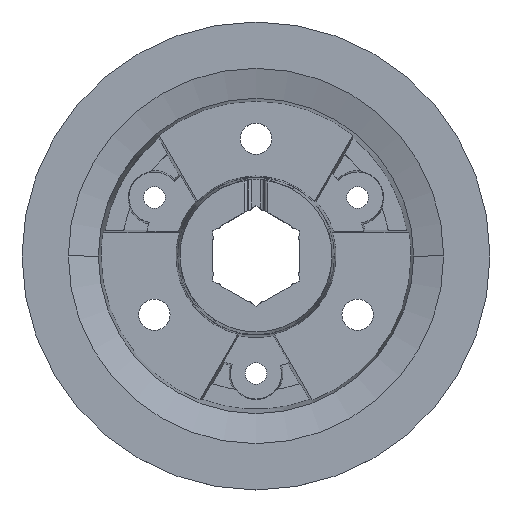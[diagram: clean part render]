
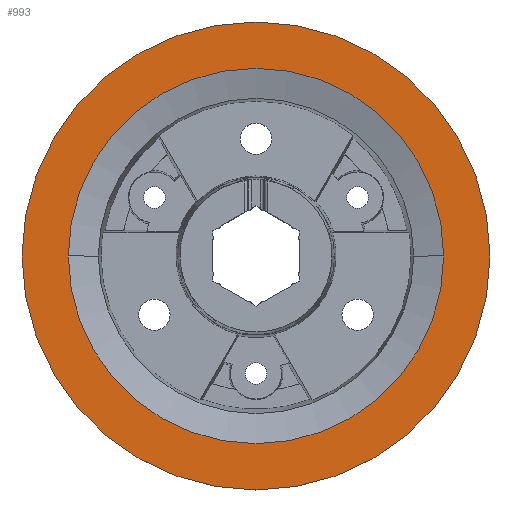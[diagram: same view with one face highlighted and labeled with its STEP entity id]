
A CAD part, top view. The second image highlights one B-rep face of the part: STEP entity #993.
In plain terms, the highlighted planar face has unit normal (0, 0, 1).
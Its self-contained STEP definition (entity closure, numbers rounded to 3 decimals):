
#134 = CARTESIAN_POINT ( 'NONE',  ( -12.295, -11.459, 6.5 ) ) ;
#733 = EDGE_CURVE ( 'NONE', #4967, #7844, #11293, .T. ) ;
#818 = CARTESIAN_POINT ( 'NONE',  ( 11.959, -11.459, 6.5 ) ) ;
#993 = ADVANCED_FACE ( 'NONE', ( #11428, #1393 ), #3137, .T. ) ;
#1328 = AXIS2_PLACEMENT_3D ( 'NONE', #10161, #11134, #10274 ) ;
#1386 = DIRECTION ( 'NONE',  ( 1., 0., 0. ) ) ;
#1393 = FACE_OUTER_BOUND ( 'NONE', #5210, .T. ) ;
#1458 = ORIENTED_EDGE ( 'NONE', *, *, #8528, .T. ) ;
#1808 = AXIS2_PLACEMENT_3D ( 'NONE', #5697, #8380, #10095 ) ;
#1834 = DIRECTION ( 'NONE',  ( 1., 0., 0. ) ) ;
#2189 = DIRECTION ( 'NONE',  ( 0., 0., 1. ) ) ;
#2318 = ORIENTED_EDGE ( 'NONE', *, *, #10998, .T. ) ;
#2494 = AXIS2_PLACEMENT_3D ( 'NONE', #9768, #6275, #1834 ) ;
#3137 = PLANE ( 'NONE',  #6457 ) ;
#3479 = AXIS2_PLACEMENT_3D ( 'NONE', #4827, #2189, #11137 ) ;
#4142 = EDGE_CURVE ( 'NONE', #4699, #5433, #10658, .T. ) ;
#4434 = CIRCLE ( 'NONE', #3479, 13.459 ) ;
#4579 = CARTESIAN_POINT ( 'NONE',  ( 9.295, -11.459, 6.5 ) ) ;
#4699 = VERTEX_POINT ( 'NONE', #4579 ) ;
#4827 = CARTESIAN_POINT ( 'NONE',  ( -1.5, -11.459, 6.5 ) ) ;
#4967 = VERTEX_POINT ( 'NONE', #818 ) ;
#5210 = EDGE_LOOP ( 'NONE', ( #2318, #7083 ) ) ;
#5433 = VERTEX_POINT ( 'NONE', #134 ) ;
#5697 = CARTESIAN_POINT ( 'NONE',  ( -1.5, -11.459, 6.5 ) ) ;
#6110 = EDGE_LOOP ( 'NONE', ( #9134, #1458 ) ) ;
#6275 = DIRECTION ( 'NONE',  ( 0., 0., 1. ) ) ;
#6457 = AXIS2_PLACEMENT_3D ( 'NONE', #9439, #8535, #1386 ) ;
#7083 = ORIENTED_EDGE ( 'NONE', *, *, #733, .T. ) ;
#7193 = CARTESIAN_POINT ( 'NONE',  ( -14.959, -11.459, 6.5 ) ) ;
#7844 = VERTEX_POINT ( 'NONE', #7193 ) ;
#8380 = DIRECTION ( 'NONE',  ( 0., 0., -1. ) ) ;
#8528 = EDGE_CURVE ( 'NONE', #5433, #4699, #10748, .T. ) ;
#8535 = DIRECTION ( 'NONE',  ( 0., 0., 1. ) ) ;
#9134 = ORIENTED_EDGE ( 'NONE', *, *, #4142, .T. ) ;
#9439 = CARTESIAN_POINT ( 'NONE',  ( -1.5, -11.459, 6.5 ) ) ;
#9768 = CARTESIAN_POINT ( 'NONE',  ( -1.5, -11.459, 6.5 ) ) ;
#10095 = DIRECTION ( 'NONE',  ( -1., 0., 0. ) ) ;
#10161 = CARTESIAN_POINT ( 'NONE',  ( -1.5, -11.459, 6.5 ) ) ;
#10274 = DIRECTION ( 'NONE',  ( -1., 0., 0. ) ) ;
#10658 = CIRCLE ( 'NONE', #1328, 10.795 ) ;
#10748 = CIRCLE ( 'NONE', #1808, 10.795 ) ;
#10998 = EDGE_CURVE ( 'NONE', #7844, #4967, #4434, .T. ) ;
#11134 = DIRECTION ( 'NONE',  ( 0., 0., -1. ) ) ;
#11137 = DIRECTION ( 'NONE',  ( 1., 0., 0. ) ) ;
#11293 = CIRCLE ( 'NONE', #2494, 13.459 ) ;
#11428 = FACE_BOUND ( 'NONE', #6110, .T. ) ;
